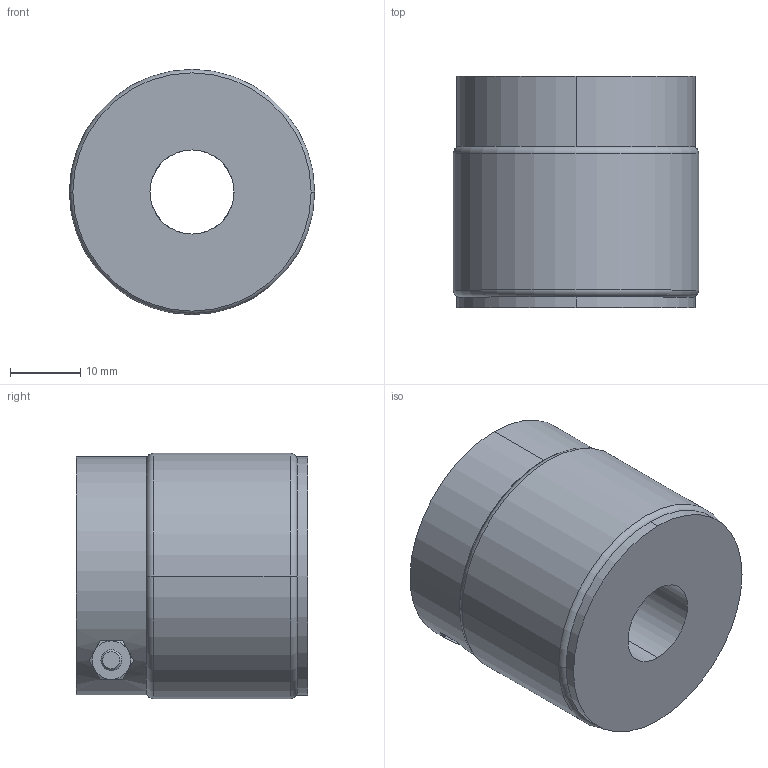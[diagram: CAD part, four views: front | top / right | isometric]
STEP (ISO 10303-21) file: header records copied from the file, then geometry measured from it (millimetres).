
FILE_DESCRIPTION (( 'STEP AP203' ), '1' );
FILE_NAME ('PM3521C-P08-ID12.STEP', '2020-06-17T06:42:18', ( '' ), ( '' ), 'SwSTEP 2.0', 'SolidWorks 2019', '' );
FILE_SCHEMA (( 'CONFIG_CONTROL_DESIGN' ));
Length unit declared in the file: millimetre
Products named in the file (7): MAG-RSC-OD34-ID16-L10-M3 束緊環; hexagon nut_1_jis_JIS B 1181 Hexagon nut - Class 1 Finished M3 --C; PM3521C-P08-ID12; hexagon socket head cap screw_jis_JIS B 1176 M3 x 12 (12) --C; MAG-BSC-OD34-ID12-L33 磁性環襯套; MAG-3521-磁圈
Assembly tree (6 placements, depth 3):
  PM3521C-P08-ID12
    MAG-BSC-OD34-ID12-L33 磁性環襯套
    MAG-3521-磁圈
    MAG-RSC-OD34-ID16-L10-M3 束緊環
      MAG-RSC-OD34-ID16-L10-M3 束緊環
      hexagon socket head cap screw_jis_JIS B 1176 M3 x 12 (12) --C
      hexagon nut_1_jis_JIS B 1181 Hexagon nut - Class 1 Finished M3 --C
Bounding box: 35 x 33 x 35 mm (x, y, z)
Volume: 26453.7 mm3; surface area: 13809.2 mm2
Topology: 5 solids, 5 shells, 118 faces, 282 edges, 177 vertices
Faces by surface type: plane 57, cylinder 37, cone 14, torus 10
Entity records: 4269 total; most frequent: CARTESIAN_POINT 735, DIRECTION 624, ORIENTED_EDGE 560, EDGE_CURVE 280, AXIS2_PLACEMENT_3D 238, VERTEX_POINT 177, VECTOR 148, LINE 148
